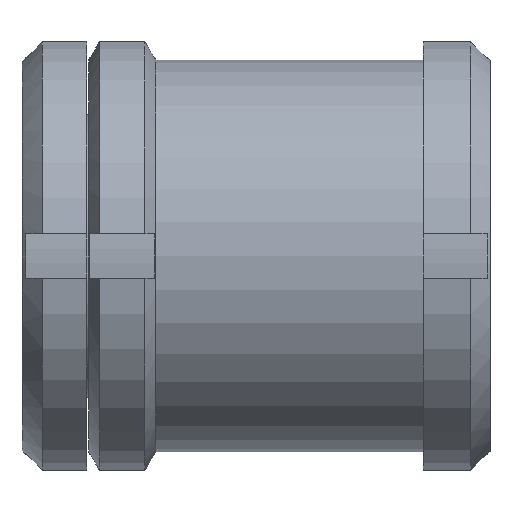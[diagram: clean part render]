
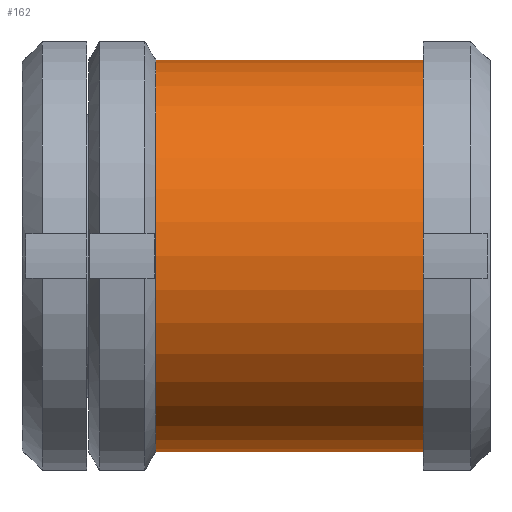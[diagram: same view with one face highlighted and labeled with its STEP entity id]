
A CAD part, left-side view. The second image highlights one B-rep face of the part: STEP entity #162.
In plain terms, the highlighted cylindrical face has radius 26.376 mm (diameter 52.752 mm), a full revolution.
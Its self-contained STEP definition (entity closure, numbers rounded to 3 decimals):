
#162 = ADVANCED_FACE( '', ( #363, #364 ), #365, .T. );
#363 = FACE_OUTER_BOUND( '', #602, .T. );
#364 = FACE_OUTER_BOUND( '', #603, .T. );
#365 = CYLINDRICAL_SURFACE( '', #604, 26.376 );
#602 = EDGE_LOOP( '', ( #1020 ) );
#603 = EDGE_LOOP( '', ( #1021 ) );
#604 = AXIS2_PLACEMENT_3D( '', #1022, #1023, #1024 );
#1020 = ORIENTED_EDGE( '', *, *, #1487, .T. );
#1021 = ORIENTED_EDGE( '', *, *, #1488, .F. );
#1022 = CARTESIAN_POINT( '', ( 0., 0., 0. ) );
#1023 = DIRECTION( '', ( 0., 1., 0. ) );
#1024 = DIRECTION( '', ( 0., 0., -1. ) );
#1487 = EDGE_CURVE( '', #1821, #1821, #1822, .T. );
#1488 = EDGE_CURVE( '', #1823, #1823, #1824, .T. );
#1821 = VERTEX_POINT( '', #2381 );
#1822 = CIRCLE( '', #2382, 26.376 );
#1823 = VERTEX_POINT( '', #2383 );
#1824 = CIRCLE( '', #2384, 26.376 );
#2381 = CARTESIAN_POINT( '', ( 0., 45.01, -26.376 ) );
#2382 = AXIS2_PLACEMENT_3D( '', #2704, #2705, #2706 );
#2383 = CARTESIAN_POINT( '', ( 0., 9., -26.376 ) );
#2384 = AXIS2_PLACEMENT_3D( '', #2707, #2708, #2709 );
#2704 = CARTESIAN_POINT( '', ( 0., 45.01, 0. ) );
#2705 = DIRECTION( '', ( 0., -1., 0. ) );
#2706 = DIRECTION( '', ( 0., 0., -1. ) );
#2707 = CARTESIAN_POINT( '', ( 0., 9., 0. ) );
#2708 = DIRECTION( '', ( 0., -1., 0. ) );
#2709 = DIRECTION( '', ( 0., 0., -1. ) );
